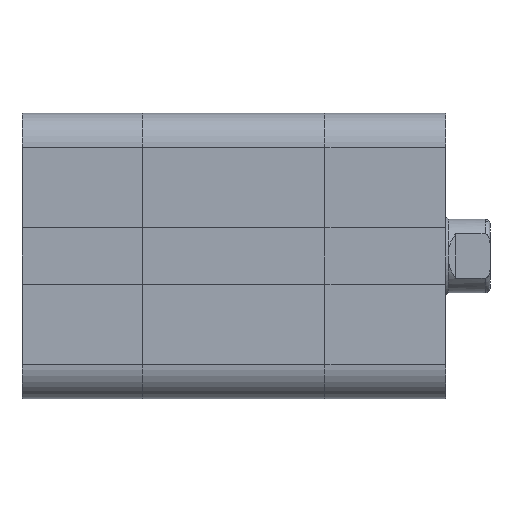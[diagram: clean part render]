
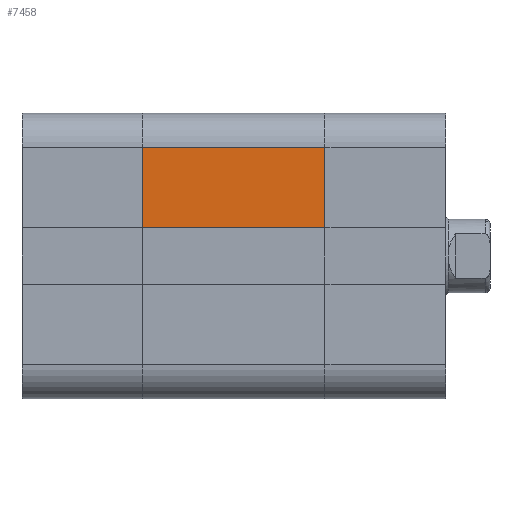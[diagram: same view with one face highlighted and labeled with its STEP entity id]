
A CAD part, front view. The second image highlights one B-rep face of the part: STEP entity #7458.
In plain terms, the highlighted planar face has unit normal (0, -1, 0).
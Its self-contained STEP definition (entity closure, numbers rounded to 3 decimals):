
#607 = LINE ( 'NONE', #1229, #608 ) ;
#608 = VECTOR ( 'NONE', #1227, 1000. ) ;
#1227 = DIRECTION ( 'NONE',  ( 1., 0., 0. ) ) ;
#1229 = CARTESIAN_POINT ( 'NONE',  ( -11., -14.5, -18.5 ) ) ;
#1379 = EDGE_CURVE ( 'NONE', #7218, #7241, #607, .T. ) ;
#1931 = ORIENTED_EDGE ( 'NONE', *, *, #1379, .T. ) ;
#2042 = ORIENTED_EDGE ( 'NONE', *, *, #7745, .F. ) ;
#3017 = AXIS2_PLACEMENT_3D ( 'NONE', #4968, #4971, #4972 ) ;
#3503 = EDGE_LOOP ( 'NONE', ( #7581, #7671, #2042, #1931 ) ) ;
#3539 = EDGE_CURVE ( 'NONE', #7241, #7265, #4177, .T. ) ;
#4174 = VECTOR ( 'NONE', #6248, 1000. ) ;
#4177 = LINE ( 'NONE', #6240, #4174 ) ;
#4524 = FACE_OUTER_BOUND ( 'NONE', #3503, .T. ) ;
#4744 = LINE ( 'NONE', #5386, #4745 ) ;
#4745 = VECTOR ( 'NONE', #5387, 1000. ) ;
#4763 = LINE ( 'NONE', #5412, #4765 ) ;
#4765 = VECTOR ( 'NONE', #5417, 1000. ) ;
#4968 = CARTESIAN_POINT ( 'NONE',  ( -11., -14.5, -18.5 ) ) ;
#4969 = PLANE ( 'NONE',  #3017 ) ;
#4971 = DIRECTION ( 'NONE',  ( 0., -1., 0. ) ) ;
#4972 = DIRECTION ( 'NONE',  ( 0., 0., -1. ) ) ;
#5386 = CARTESIAN_POINT ( 'NONE',  ( -11., -14.5, 0. ) ) ;
#5387 = DIRECTION ( 'NONE',  ( 1., 0., 0. ) ) ;
#5412 = CARTESIAN_POINT ( 'NONE',  ( -11., -14.5, -18.5 ) ) ;
#5417 = DIRECTION ( 'NONE',  ( 0., 0., 1. ) ) ;
#6240 = CARTESIAN_POINT ( 'NONE',  ( -2.85, -14.5, -18.5 ) ) ;
#6248 = DIRECTION ( 'NONE',  ( 0., 0., 1. ) ) ;
#6340 = CARTESIAN_POINT ( 'NONE',  ( -11., -14.5, -18.5 ) ) ;
#6363 = CARTESIAN_POINT ( 'NONE',  ( -2.85, -14.5, -18.5 ) ) ;
#6387 = CARTESIAN_POINT ( 'NONE',  ( -2.85, -14.5, 0. ) ) ;
#6403 = CARTESIAN_POINT ( 'NONE',  ( -11., -14.5, 0. ) ) ;
#7218 = VERTEX_POINT ( 'NONE', #6340 ) ;
#7241 = VERTEX_POINT ( 'NONE', #6363 ) ;
#7265 = VERTEX_POINT ( 'NONE', #6387 ) ;
#7281 = VERTEX_POINT ( 'NONE', #6403 ) ;
#7458 = ADVANCED_FACE ( 'NONE', ( #4524 ), #4969, .T. ) ;
#7581 = ORIENTED_EDGE ( 'NONE', *, *, #3539, .T. ) ;
#7671 = ORIENTED_EDGE ( 'NONE', *, *, #7717, .F. ) ;
#7717 = EDGE_CURVE ( 'NONE', #7281, #7265, #4744, .T. ) ;
#7745 = EDGE_CURVE ( 'NONE', #7218, #7281, #4763, .T. ) ;
